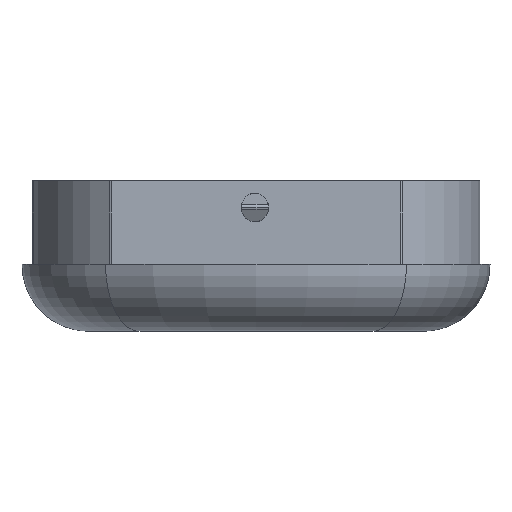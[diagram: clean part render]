
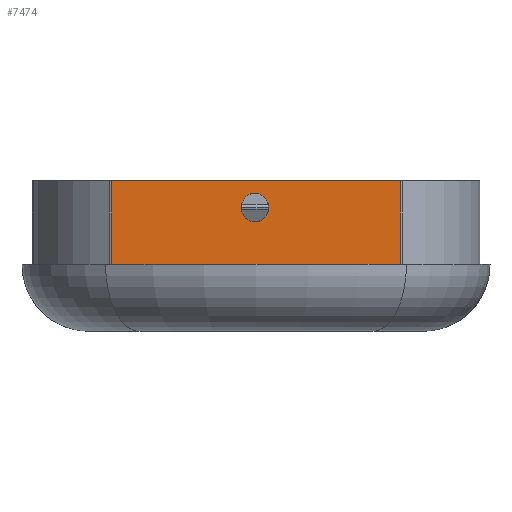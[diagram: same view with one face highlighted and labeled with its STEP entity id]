
A CAD part, front view. The second image highlights one B-rep face of the part: STEP entity #7474.
In plain terms, the highlighted planar face has unit normal (0, -1, 0).
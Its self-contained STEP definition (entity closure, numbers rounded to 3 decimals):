
#667 = EDGE_CURVE ( 'NONE', #16923, #15483, #13292, .T. ) ;
#762 = EDGE_LOOP ( 'NONE', ( #7559, #1132, #5349, #13159 ) ) ;
#883 = CARTESIAN_POINT ( 'NONE',  ( 21.615, -41.422, 10. ) ) ;
#1132 = ORIENTED_EDGE ( 'NONE', *, *, #5640, .T. ) ;
#1182 = DIRECTION ( 'NONE',  ( 0., 0., -1. ) ) ;
#1856 = VECTOR ( 'NONE', #9386, 1000. ) ;
#2058 = CARTESIAN_POINT ( 'NONE',  ( -2.222, -41.422, 17.241 ) ) ;
#2259 = CARTESIAN_POINT ( 'NONE',  ( -21.615, -41.422, 22.5 ) ) ;
#2371 = EDGE_CURVE ( 'NONE', #4804, #11235, #3082, .T. ) ;
#2417 = CARTESIAN_POINT ( 'NONE',  ( -0.172, -41.422, 16.35 ) ) ;
#2455 = LINE ( 'NONE', #3874, #1856 ) ;
#2573 = EDGE_LOOP ( 'NONE', ( #17241, #11847 ) ) ;
#3082 = LINE ( 'NONE', #12580, #8586 ) ;
#3085 = PLANE ( 'NONE',  #11848 ) ;
#3573 = CARTESIAN_POINT ( 'NONE',  ( -1.373, -41.422, 20.65 ) ) ;
#3648 = CARTESIAN_POINT ( 'NONE',  ( -1.373, -41.422, 16.35 ) ) ;
#3679 = CARTESIAN_POINT ( 'NONE',  ( -21.75, -41.422, 22.5 ) ) ;
#3874 = CARTESIAN_POINT ( 'NONE',  ( 21.615, -41.422, 22.5 ) ) ;
#4248 = DIRECTION ( 'NONE',  ( 0., 1., 0. ) ) ;
#4518 = CARTESIAN_POINT ( 'NONE',  ( -21.75, -41.422, 22.5 ) ) ;
#4804 = VERTEX_POINT ( 'NONE', #9714 ) ;
#5349 = ORIENTED_EDGE ( 'NONE', *, *, #2371, .T. ) ;
#5640 = EDGE_CURVE ( 'NONE', #16923, #4804, #13579, .T. ) ;
#5786 =( BOUNDED_CURVE ( )  B_SPLINE_CURVE ( 3, ( #7628, #3573, #12078, #17548, #2058, #3648, #2417 ),
 .UNSPECIFIED., .F., .F. ) 
 B_SPLINE_CURVE_WITH_KNOTS ( ( 4, 3, 4 ),
 ( 3.142, 4.712, 6.283 ),
 .UNSPECIFIED. ) 
 CURVE ( )  GEOMETRIC_REPRESENTATION_ITEM ( )  RATIONAL_B_SPLINE_CURVE ( ( 1., 0.805, 0.805, 1., 0.805, 0.805, 1. ) ) 
 REPRESENTATION_ITEM ( '' )  );
#6489 =( BOUNDED_CURVE ( )  B_SPLINE_CURVE ( 3, ( #10033, #12843, #15585, #14033 ),
 .UNSPECIFIED., .F., .F. ) 
 B_SPLINE_CURVE_WITH_KNOTS ( ( 4, 4 ),
 ( 0., 3.142 ),
 .UNSPECIFIED. ) 
 CURVE ( )  GEOMETRIC_REPRESENTATION_ITEM ( )  RATIONAL_B_SPLINE_CURVE ( ( 1., 0.333, 0.333, 1. ) ) 
 REPRESENTATION_ITEM ( '' )  );
#6929 = VERTEX_POINT ( 'NONE', #9995 ) ;
#7112 = EDGE_CURVE ( 'NONE', #6929, #14583, #5786, .T. ) ;
#7474 = ADVANCED_FACE ( 'NONE', ( #8759, #15505 ), #3085, .F. ) ;
#7559 = ORIENTED_EDGE ( 'NONE', *, *, #667, .F. ) ;
#7628 = CARTESIAN_POINT ( 'NONE',  ( -0.172, -41.422, 20.65 ) ) ;
#7687 = VECTOR ( 'NONE', #7840, 1000. ) ;
#7840 = DIRECTION ( 'NONE',  ( 1., 0., 0. ) ) ;
#8586 = VECTOR ( 'NONE', #15232, 1000. ) ;
#8759 = FACE_BOUND ( 'NONE', #2573, .T. ) ;
#9386 = DIRECTION ( 'NONE',  ( 0., 0., 1. ) ) ;
#9714 = CARTESIAN_POINT ( 'NONE',  ( -21.615, -41.422, 10. ) ) ;
#9995 = CARTESIAN_POINT ( 'NONE',  ( -0.172, -41.422, 20.65 ) ) ;
#10033 = CARTESIAN_POINT ( 'NONE',  ( -0.172, -41.422, 16.35 ) ) ;
#10615 = CARTESIAN_POINT ( 'NONE',  ( -0.172, -41.422, 16.35 ) ) ;
#11118 = DIRECTION ( 'NONE',  ( -1., 0., 0. ) ) ;
#11235 = VERTEX_POINT ( 'NONE', #883 ) ;
#11286 = VECTOR ( 'NONE', #1182, 1000. ) ;
#11847 = ORIENTED_EDGE ( 'NONE', *, *, #7112, .F. ) ;
#11848 = AXIS2_PLACEMENT_3D ( 'NONE', #4518, #4248, #11118 ) ;
#12078 = CARTESIAN_POINT ( 'NONE',  ( -2.222, -41.422, 19.759 ) ) ;
#12081 = EDGE_CURVE ( 'NONE', #11235, #15483, #2455, .T. ) ;
#12580 = CARTESIAN_POINT ( 'NONE',  ( 0., -41.422, 10. ) ) ;
#12843 = CARTESIAN_POINT ( 'NONE',  ( 3.928, -41.422, 16.35 ) ) ;
#13159 = ORIENTED_EDGE ( 'NONE', *, *, #12081, .T. ) ;
#13292 = LINE ( 'NONE', #3679, #7687 ) ;
#13579 = LINE ( 'NONE', #2259, #11286 ) ;
#14033 = CARTESIAN_POINT ( 'NONE',  ( -0.172, -41.422, 20.65 ) ) ;
#14583 = VERTEX_POINT ( 'NONE', #10615 ) ;
#15232 = DIRECTION ( 'NONE',  ( 1., 0., 0. ) ) ;
#15483 = VERTEX_POINT ( 'NONE', #15808 ) ;
#15505 = FACE_OUTER_BOUND ( 'NONE', #762, .T. ) ;
#15523 = EDGE_CURVE ( 'NONE', #14583, #6929, #6489, .T. ) ;
#15585 = CARTESIAN_POINT ( 'NONE',  ( 3.928, -41.422, 20.65 ) ) ;
#15808 = CARTESIAN_POINT ( 'NONE',  ( 21.615, -41.422, 22.5 ) ) ;
#16735 = CARTESIAN_POINT ( 'NONE',  ( -21.615, -41.422, 22.5 ) ) ;
#16923 = VERTEX_POINT ( 'NONE', #16735 ) ;
#17241 = ORIENTED_EDGE ( 'NONE', *, *, #15523, .F. ) ;
#17548 = CARTESIAN_POINT ( 'NONE',  ( -2.222, -41.422, 18.5 ) ) ;
